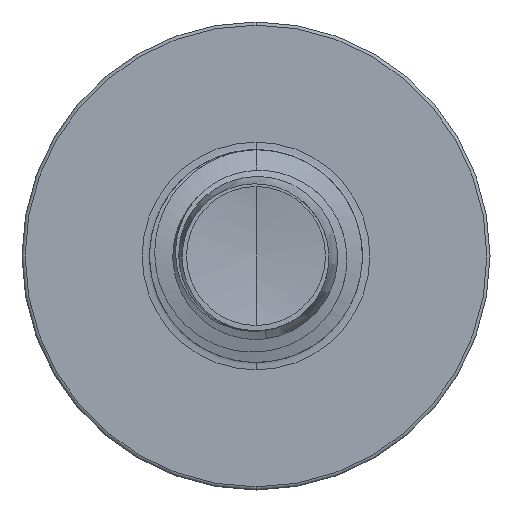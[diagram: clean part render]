
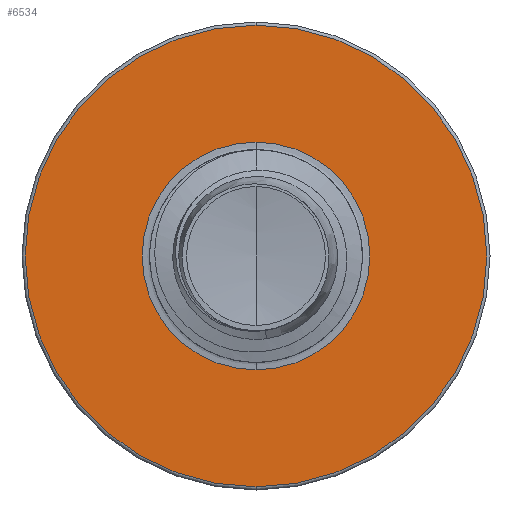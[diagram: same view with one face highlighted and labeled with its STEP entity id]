
A CAD part, front view. The second image highlights one B-rep face of the part: STEP entity #6534.
In plain terms, the highlighted planar face has unit normal (0, -1, 0).
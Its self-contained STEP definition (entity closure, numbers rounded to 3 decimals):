
#96 = ORIENTED_EDGE ( 'NONE', *, *, #342, .F. ) ;
#342 = EDGE_CURVE ( 'NONE', #3859, #15208, #8447, .T. ) ;
#1048 = CARTESIAN_POINT ( 'NONE',  ( 0., 6.5, 5.425 ) ) ;
#1315 = DIRECTION ( 'NONE',  ( 0., 0., 1. ) ) ;
#2014 = AXIS2_PLACEMENT_3D ( 'NONE', #17701, #9523, #1315 ) ;
#2151 = CARTESIAN_POINT ( 'NONE',  ( 0., 6.5, 0. ) ) ;
#2578 = CARTESIAN_POINT ( 'NONE',  ( 0., 6.5, -2.677 ) ) ;
#2868 = EDGE_CURVE ( 'NONE', #12369, #16315, #17211, .T. ) ;
#3232 = EDGE_LOOP ( 'NONE', ( #96, #7340 ) ) ;
#3525 = DIRECTION ( 'NONE',  ( 0., 0., 1. ) ) ;
#3859 = VERTEX_POINT ( 'NONE', #1048 ) ;
#4617 = AXIS2_PLACEMENT_3D ( 'NONE', #13224, #4998, #14586 ) ;
#4998 = DIRECTION ( 'NONE',  ( 0., 1., 0. ) ) ;
#5234 = PLANE ( 'NONE',  #16426 ) ;
#6018 = CARTESIAN_POINT ( 'NONE',  ( 0., 6.5, -5.425 ) ) ;
#6534 = ADVANCED_FACE ( 'NONE', ( #13162, #16361 ), #5234, .F. ) ;
#7340 = ORIENTED_EDGE ( 'NONE', *, *, #16605, .F. ) ;
#7700 = CIRCLE ( 'NONE', #2014, 2.677 ) ;
#8043 = DIRECTION ( 'NONE',  ( 0., 0., 1. ) ) ;
#8056 = AXIS2_PLACEMENT_3D ( 'NONE', #2151, #11739, #3525 ) ;
#8447 = CIRCLE ( 'NONE', #10589, 5.425 ) ;
#9523 = DIRECTION ( 'NONE',  ( 0., 1., 0. ) ) ;
#10589 = AXIS2_PLACEMENT_3D ( 'NONE', #13001, #12942, #12880 ) ;
#11739 = DIRECTION ( 'NONE',  ( 0., 1., 0. ) ) ;
#12369 = VERTEX_POINT ( 'NONE', #15786 ) ;
#12880 = DIRECTION ( 'NONE',  ( 0., 0., 1. ) ) ;
#12942 = DIRECTION ( 'NONE',  ( 0., 1., 0. ) ) ;
#13001 = CARTESIAN_POINT ( 'NONE',  ( 0., 6.5, 0. ) ) ;
#13103 = EDGE_LOOP ( 'NONE', ( #14640, #15560 ) ) ;
#13162 = FACE_OUTER_BOUND ( 'NONE', #3232, .T. ) ;
#13224 = CARTESIAN_POINT ( 'NONE',  ( 0., 6.5, 0. ) ) ;
#13953 = CARTESIAN_POINT ( 'NONE',  ( 0., 6.5, 2.677 ) ) ;
#14586 = DIRECTION ( 'NONE',  ( 0., 0., 1. ) ) ;
#14640 = ORIENTED_EDGE ( 'NONE', *, *, #16023, .T. ) ;
#15208 = VERTEX_POINT ( 'NONE', #6018 ) ;
#15560 = ORIENTED_EDGE ( 'NONE', *, *, #2868, .T. ) ;
#15786 = CARTESIAN_POINT ( 'NONE',  ( 0., 6.5, -2.677 ) ) ;
#16023 = EDGE_CURVE ( 'NONE', #16315, #12369, #7700, .T. ) ;
#16255 = DIRECTION ( 'NONE',  ( 0., 1., 0. ) ) ;
#16315 = VERTEX_POINT ( 'NONE', #13953 ) ;
#16361 = FACE_BOUND ( 'NONE', #13103, .T. ) ;
#16426 = AXIS2_PLACEMENT_3D ( 'NONE', #2578, #16255, #8043 ) ;
#16501 = CIRCLE ( 'NONE', #8056, 5.425 ) ;
#16605 = EDGE_CURVE ( 'NONE', #15208, #3859, #16501, .T. ) ;
#17211 = CIRCLE ( 'NONE', #4617, 2.677 ) ;
#17701 = CARTESIAN_POINT ( 'NONE',  ( 0., 6.5, 0. ) ) ;
